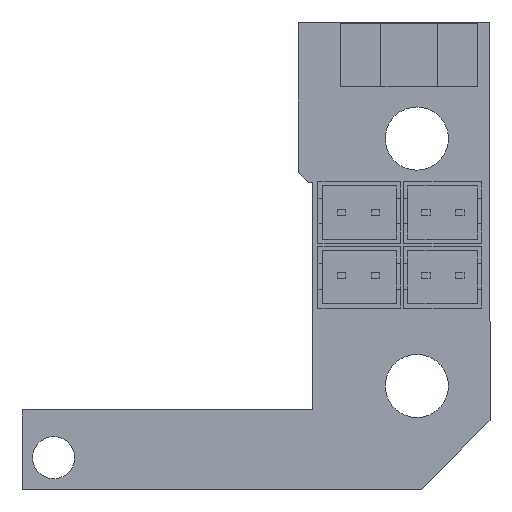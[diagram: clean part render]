
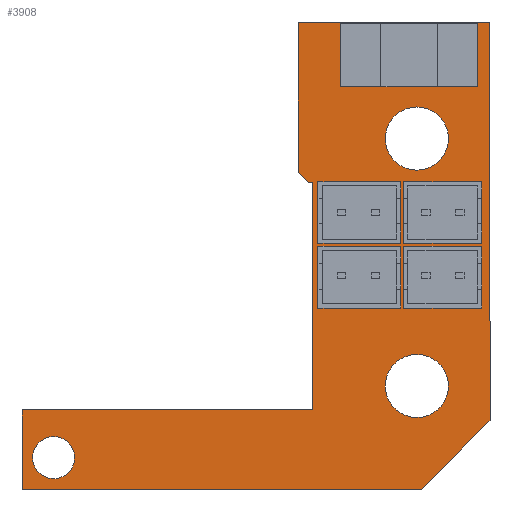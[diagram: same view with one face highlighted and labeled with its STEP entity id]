
A CAD part, front view. The second image highlights one B-rep face of the part: STEP entity #3908.
In plain terms, the highlighted planar face has unit normal (0, -1, 0).
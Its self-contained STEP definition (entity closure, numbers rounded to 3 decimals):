
#17=CIRCLE('',#4113,3.);
#18=CIRCLE('',#4114,3.);
#19=CIRCLE('',#4115,2.);
#31=FACE_BOUND('',#378,.T.);
#32=FACE_BOUND('',#379,.T.);
#33=FACE_BOUND('',#380,.T.);
#34=FACE_BOUND('',#381,.T.);
#35=FACE_BOUND('',#382,.T.);
#36=FACE_BOUND('',#383,.T.);
#37=FACE_BOUND('',#384,.T.);
#38=FACE_BOUND('',#385,.T.);
#167=FACE_OUTER_BOUND('',#377,.T.);
#377=EDGE_LOOP('',(#2941,#2942,#2943,#2944,#2945,#2946,#2947,#2948,#2949,
#2950));
#378=EDGE_LOOP('',(#2951,#2952,#2953,#2954));
#379=EDGE_LOOP('',(#2955,#2956,#2957,#2958));
#380=EDGE_LOOP('',(#2959,#2960,#2961,#2962));
#381=EDGE_LOOP('',(#2963,#2964,#2965,#2966));
#382=EDGE_LOOP('',(#2967,#2968,#2969,#2970));
#383=EDGE_LOOP('',(#2971));
#384=EDGE_LOOP('',(#2972));
#385=EDGE_LOOP('',(#2973));
#622=LINE('',#5404,#1132);
#636=LINE('',#5431,#1146);
#661=LINE('',#5481,#1171);
#679=LINE('',#5515,#1189);
#765=LINE('',#5680,#1275);
#767=LINE('',#5683,#1277);
#769=LINE('',#5686,#1279);
#770=LINE('',#5691,#1280);
#772=LINE('',#5695,#1282);
#774=LINE('',#5698,#1284);
#777=LINE('',#5706,#1287);
#779=LINE('',#5709,#1289);
#781=LINE('',#5712,#1291);
#782=LINE('',#5717,#1292);
#785=LINE('',#5722,#1295);
#786=LINE('',#5724,#1296);
#787=LINE('',#5732,#1297);
#788=LINE('',#5734,#1298);
#789=LINE('',#5736,#1299);
#790=LINE('',#5738,#1300);
#791=LINE('',#5740,#1301);
#792=LINE('',#5742,#1302);
#793=LINE('',#5744,#1303);
#794=LINE('',#5746,#1304);
#795=LINE('',#5748,#1305);
#796=LINE('',#5749,#1306);
#797=LINE('',#5752,#1307);
#798=LINE('',#5754,#1308);
#799=LINE('',#5756,#1309);
#800=LINE('',#5757,#1310);
#1132=VECTOR('',#4407,10.);
#1146=VECTOR('',#4427,10.);
#1171=VECTOR('',#4470,10.);
#1189=VECTOR('',#4496,10.);
#1275=VECTOR('',#4656,10.);
#1277=VECTOR('',#4660,10.);
#1279=VECTOR('',#4664,10.);
#1280=VECTOR('',#4671,10.);
#1282=VECTOR('',#4675,10.);
#1284=VECTOR('',#4679,10.);
#1287=VECTOR('',#4686,10.);
#1289=VECTOR('',#4690,10.);
#1291=VECTOR('',#4694,10.);
#1292=VECTOR('',#4701,10.);
#1295=VECTOR('',#4706,10.);
#1296=VECTOR('',#4709,10.);
#1297=VECTOR('',#4720,10.);
#1298=VECTOR('',#4721,10.);
#1299=VECTOR('',#4722,10.);
#1300=VECTOR('',#4723,10.);
#1301=VECTOR('',#4724,10.);
#1302=VECTOR('',#4725,10.);
#1303=VECTOR('',#4726,10.);
#1304=VECTOR('',#4727,10.);
#1305=VECTOR('',#4728,10.);
#1306=VECTOR('',#4729,10.);
#1307=VECTOR('',#4730,10.);
#1308=VECTOR('',#4731,10.);
#1309=VECTOR('',#4732,10.);
#1310=VECTOR('',#4733,10.);
#1622=VERTEX_POINT('',#5401);
#1623=VERTEX_POINT('',#5403);
#1632=VERTEX_POINT('',#5428);
#1633=VERTEX_POINT('',#5430);
#1648=VERTEX_POINT('',#5478);
#1649=VERTEX_POINT('',#5480);
#1660=VERTEX_POINT('',#5512);
#1661=VERTEX_POINT('',#5514);
#1702=VERTEX_POINT('',#5677);
#1703=VERTEX_POINT('',#5679);
#1704=VERTEX_POINT('',#5690);
#1705=VERTEX_POINT('',#5694);
#1707=VERTEX_POINT('',#5703);
#1708=VERTEX_POINT('',#5705);
#1709=VERTEX_POINT('',#5716);
#1710=VERTEX_POINT('',#5720);
#1711=VERTEX_POINT('',#5730);
#1712=VERTEX_POINT('',#5731);
#1713=VERTEX_POINT('',#5733);
#1714=VERTEX_POINT('',#5735);
#1715=VERTEX_POINT('',#5737);
#1716=VERTEX_POINT('',#5739);
#1717=VERTEX_POINT('',#5741);
#1718=VERTEX_POINT('',#5743);
#1719=VERTEX_POINT('',#5745);
#1720=VERTEX_POINT('',#5747);
#1721=VERTEX_POINT('',#5750);
#1722=VERTEX_POINT('',#5751);
#1723=VERTEX_POINT('',#5753);
#1724=VERTEX_POINT('',#5755);
#1725=VERTEX_POINT('',#5758);
#1726=VERTEX_POINT('',#5760);
#1727=VERTEX_POINT('',#5762);
#1988=EDGE_CURVE('',#1623,#1622,#622,.T.);
#2002=EDGE_CURVE('',#1633,#1632,#636,.T.);
#2027=EDGE_CURVE('',#1649,#1648,#661,.T.);
#2045=EDGE_CURVE('',#1661,#1660,#679,.T.);
#2131=EDGE_CURVE('',#1703,#1702,#765,.T.);
#2133=EDGE_CURVE('',#1702,#1623,#767,.T.);
#2135=EDGE_CURVE('',#1622,#1703,#769,.T.);
#2136=EDGE_CURVE('',#1704,#1649,#770,.T.);
#2138=EDGE_CURVE('',#1648,#1705,#772,.T.);
#2140=EDGE_CURVE('',#1705,#1704,#774,.T.);
#2143=EDGE_CURVE('',#1708,#1707,#777,.T.);
#2145=EDGE_CURVE('',#1707,#1633,#779,.T.);
#2147=EDGE_CURVE('',#1632,#1708,#781,.T.);
#2148=EDGE_CURVE('',#1660,#1709,#782,.T.);
#2151=EDGE_CURVE('',#1709,#1710,#785,.T.);
#2152=EDGE_CURVE('',#1710,#1661,#786,.T.);
#2153=EDGE_CURVE('',#1711,#1712,#787,.T.);
#2154=EDGE_CURVE('',#1711,#1713,#788,.T.);
#2155=EDGE_CURVE('',#1713,#1714,#789,.T.);
#2156=EDGE_CURVE('',#1714,#1715,#790,.T.);
#2157=EDGE_CURVE('',#1715,#1716,#791,.T.);
#2158=EDGE_CURVE('',#1716,#1717,#792,.T.);
#2159=EDGE_CURVE('',#1717,#1718,#793,.T.);
#2160=EDGE_CURVE('',#1718,#1719,#794,.T.);
#2161=EDGE_CURVE('',#1719,#1720,#795,.T.);
#2162=EDGE_CURVE('',#1720,#1712,#796,.T.);
#2163=EDGE_CURVE('',#1721,#1722,#797,.T.);
#2164=EDGE_CURVE('',#1722,#1723,#798,.T.);
#2165=EDGE_CURVE('',#1723,#1724,#799,.T.);
#2166=EDGE_CURVE('',#1724,#1721,#800,.T.);
#2167=EDGE_CURVE('',#1725,#1725,#17,.T.);
#2168=EDGE_CURVE('',#1726,#1726,#18,.T.);
#2169=EDGE_CURVE('',#1727,#1727,#19,.T.);
#2941=ORIENTED_EDGE('',*,*,#2153,.F.);
#2942=ORIENTED_EDGE('',*,*,#2154,.T.);
#2943=ORIENTED_EDGE('',*,*,#2155,.T.);
#2944=ORIENTED_EDGE('',*,*,#2156,.T.);
#2945=ORIENTED_EDGE('',*,*,#2157,.T.);
#2946=ORIENTED_EDGE('',*,*,#2158,.T.);
#2947=ORIENTED_EDGE('',*,*,#2159,.T.);
#2948=ORIENTED_EDGE('',*,*,#2160,.T.);
#2949=ORIENTED_EDGE('',*,*,#2161,.T.);
#2950=ORIENTED_EDGE('',*,*,#2162,.T.);
#2951=ORIENTED_EDGE('',*,*,#2131,.T.);
#2952=ORIENTED_EDGE('',*,*,#2133,.T.);
#2953=ORIENTED_EDGE('',*,*,#1988,.T.);
#2954=ORIENTED_EDGE('',*,*,#2135,.T.);
#2955=ORIENTED_EDGE('',*,*,#2136,.T.);
#2956=ORIENTED_EDGE('',*,*,#2027,.T.);
#2957=ORIENTED_EDGE('',*,*,#2138,.T.);
#2958=ORIENTED_EDGE('',*,*,#2140,.T.);
#2959=ORIENTED_EDGE('',*,*,#2143,.T.);
#2960=ORIENTED_EDGE('',*,*,#2145,.T.);
#2961=ORIENTED_EDGE('',*,*,#2002,.T.);
#2962=ORIENTED_EDGE('',*,*,#2147,.T.);
#2963=ORIENTED_EDGE('',*,*,#2045,.T.);
#2964=ORIENTED_EDGE('',*,*,#2148,.T.);
#2965=ORIENTED_EDGE('',*,*,#2151,.T.);
#2966=ORIENTED_EDGE('',*,*,#2152,.T.);
#2967=ORIENTED_EDGE('',*,*,#2163,.T.);
#2968=ORIENTED_EDGE('',*,*,#2164,.T.);
#2969=ORIENTED_EDGE('',*,*,#2165,.T.);
#2970=ORIENTED_EDGE('',*,*,#2166,.T.);
#2971=ORIENTED_EDGE('',*,*,#2167,.T.);
#2972=ORIENTED_EDGE('',*,*,#2168,.T.);
#2973=ORIENTED_EDGE('',*,*,#2169,.T.);
#3521=PLANE('',#4112);
#3908=ADVANCED_FACE('',(#167,#31,#32,#33,#34,#35,#36,#37,#38),#3521,.T.);
#4112=AXIS2_PLACEMENT_3D('',#5729,#4718,#4719);
#4113=AXIS2_PLACEMENT_3D('',#5759,#4734,#4735);
#4114=AXIS2_PLACEMENT_3D('',#5761,#4736,#4737);
#4115=AXIS2_PLACEMENT_3D('',#5763,#4738,#4739);
#4407=DIRECTION('',(0.,0.,1.));
#4427=DIRECTION('',(0.,0.,1.));
#4470=DIRECTION('',(0.,0.,1.));
#4496=DIRECTION('',(0.,0.,1.));
#4656=DIRECTION('',(0.,0.,-1.));
#4660=DIRECTION('',(-1.,0.,0.));
#4664=DIRECTION('',(1.,0.,0.));
#4671=DIRECTION('',(-1.,0.,0.));
#4675=DIRECTION('',(1.,0.,0.));
#4679=DIRECTION('',(0.,0.,-1.));
#4686=DIRECTION('',(0.,0.,-1.));
#4690=DIRECTION('',(-1.,0.,0.));
#4694=DIRECTION('',(1.,0.,0.));
#4701=DIRECTION('',(1.,0.,0.));
#4706=DIRECTION('',(0.,0.,-1.));
#4709=DIRECTION('',(-1.,0.,0.));
#4718=DIRECTION('center_axis',(0.,-1.,0.));
#4719=DIRECTION('ref_axis',(0.,0.,-1.));
#4720=DIRECTION('',(-0.707,0.,0.707));
#4721=DIRECTION('',(1.,0.,0.));
#4722=DIRECTION('',(0.,0.,-1.));
#4723=DIRECTION('',(-1.,0.,0.));
#4724=DIRECTION('',(0.,0.,-1.));
#4725=DIRECTION('',(1.,0.,0.));
#4726=DIRECTION('',(0.707,0.,0.707));
#4727=DIRECTION('',(0.,0.,1.));
#4728=DIRECTION('',(-1.,0.,0.));
#4729=DIRECTION('',(0.,0.,-1.));
#4730=DIRECTION('',(0.,0.,-1.));
#4731=DIRECTION('',(-1.,0.,0.));
#4732=DIRECTION('',(0.,0.,1.));
#4733=DIRECTION('',(1.,0.,0.));
#4734=DIRECTION('center_axis',(0.,1.,0.));
#4735=DIRECTION('ref_axis',(1.,0.,0.));
#4736=DIRECTION('center_axis',(0.,1.,0.));
#4737=DIRECTION('ref_axis',(1.,0.,0.));
#4738=DIRECTION('center_axis',(0.,1.,0.));
#4739=DIRECTION('ref_axis',(1.,0.,0.));
#5401=CARTESIAN_POINT('',(-16.34,-1.56,29.21));
#5403=CARTESIAN_POINT('',(-16.34,-1.56,23.36));
#5404=CARTESIAN_POINT('',(-16.34,-1.56,23.183));
#5428=CARTESIAN_POINT('',(-8.2,-1.56,29.21));
#5430=CARTESIAN_POINT('',(-8.2,-1.56,23.36));
#5431=CARTESIAN_POINT('',(-8.2,-1.56,23.183));
#5478=CARTESIAN_POINT('',(-8.2,-1.56,23.06));
#5480=CARTESIAN_POINT('',(-8.2,-1.56,17.21));
#5481=CARTESIAN_POINT('',(-8.2,-1.56,20.108));
#5512=CARTESIAN_POINT('',(-16.34,-1.56,23.06));
#5514=CARTESIAN_POINT('',(-16.34,-1.56,17.21));
#5515=CARTESIAN_POINT('',(-16.34,-1.56,20.108));
#5677=CARTESIAN_POINT('',(-8.5,-1.56,23.36));
#5679=CARTESIAN_POINT('',(-8.5,-1.56,29.21));
#5680=CARTESIAN_POINT('',(-8.5,-1.56,20.258));
#5683=CARTESIAN_POINT('',(-16.693,-1.56,23.36));
#5686=CARTESIAN_POINT('',(-12.773,-1.56,29.21));
#5690=CARTESIAN_POINT('',(-0.8,-1.56,17.21));
#5691=CARTESIAN_POINT('',(-12.623,-1.56,17.21));
#5694=CARTESIAN_POINT('',(-0.8,-1.56,23.06));
#5695=CARTESIAN_POINT('',(-8.923,-1.56,23.06));
#5698=CARTESIAN_POINT('',(-0.8,-1.56,17.183));
#5703=CARTESIAN_POINT('',(-0.8,-1.56,23.36));
#5705=CARTESIAN_POINT('',(-0.8,-1.56,29.21));
#5706=CARTESIAN_POINT('',(-0.8,-1.56,20.258));
#5709=CARTESIAN_POINT('',(-12.623,-1.56,23.36));
#5712=CARTESIAN_POINT('',(-8.923,-1.56,29.21));
#5716=CARTESIAN_POINT('',(-8.5,-1.56,23.06));
#5717=CARTESIAN_POINT('',(-12.773,-1.56,23.06));
#5720=CARTESIAN_POINT('',(-8.5,-1.56,17.21));
#5722=CARTESIAN_POINT('',(-8.5,-1.56,17.183));
#5724=CARTESIAN_POINT('',(-16.693,-1.56,17.21));
#5729=CARTESIAN_POINT('Origin',(-17.045,-1.56,17.156));
#5730=CARTESIAN_POINT('',(-17.22,-1.56,29.11));
#5731=CARTESIAN_POINT('',(-18.22,-1.56,30.11));
#5732=CARTESIAN_POINT('',(-14.438,-1.56,26.328));
#5733=CARTESIAN_POINT('',(-16.84,-1.56,29.11));
#5734=CARTESIAN_POINT('',(-18.22,-1.56,29.11));
#5735=CARTESIAN_POINT('',(-16.84,-1.56,7.53));
#5736=CARTESIAN_POINT('',(-16.84,-1.56,29.11));
#5737=CARTESIAN_POINT('',(-44.45,-1.56,7.53));
#5738=CARTESIAN_POINT('',(-16.84,-1.56,7.53));
#5739=CARTESIAN_POINT('',(-44.45,-1.56,0.));
#5740=CARTESIAN_POINT('',(-44.45,-1.56,7.53));
#5741=CARTESIAN_POINT('',(-6.5,-1.56,0.));
#5742=CARTESIAN_POINT('',(-44.45,-1.56,0.));
#5743=CARTESIAN_POINT('',(0.,-1.56,6.5));
#5744=CARTESIAN_POINT('',(-6.5,-1.56,0.));
#5745=CARTESIAN_POINT('',(0.,-1.56,44.31));
#5746=CARTESIAN_POINT('',(0.,-1.56,6.5));
#5747=CARTESIAN_POINT('',(-18.22,-1.56,44.31));
#5748=CARTESIAN_POINT('',(0.,-1.56,44.31));
#5749=CARTESIAN_POINT('',(-18.22,-1.56,44.31));
#5750=CARTESIAN_POINT('',(-1.16,-1.56,44.21));
#5751=CARTESIAN_POINT('',(-1.16,-1.56,38.21));
#5752=CARTESIAN_POINT('',(-1.16,-1.56,27.683));
#5753=CARTESIAN_POINT('',(-14.16,-1.56,38.21));
#5754=CARTESIAN_POINT('',(-15.603,-1.56,38.21));
#5755=CARTESIAN_POINT('',(-14.16,-1.56,44.21));
#5756=CARTESIAN_POINT('',(-14.16,-1.56,30.683));
#5757=CARTESIAN_POINT('',(-9.103,-1.56,44.21));
#5758=CARTESIAN_POINT('',(-9.95,-1.56,9.81));
#5759=CARTESIAN_POINT('Origin',(-6.95,-1.56,9.81));
#5760=CARTESIAN_POINT('',(-9.95,-1.56,33.31));
#5761=CARTESIAN_POINT('Origin',(-6.95,-1.56,33.31));
#5762=CARTESIAN_POINT('',(-43.45,-1.56,3.));
#5763=CARTESIAN_POINT('Origin',(-41.45,-1.56,3.));
